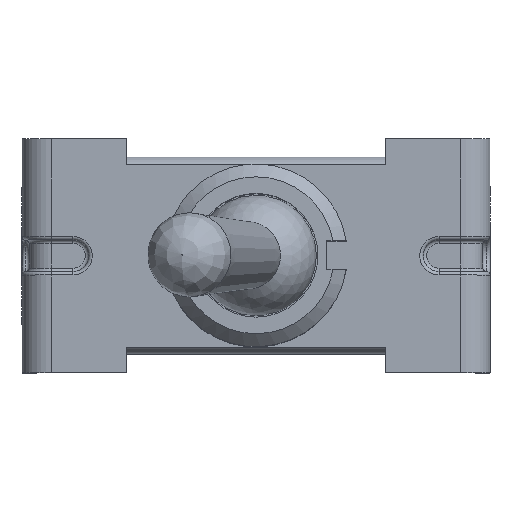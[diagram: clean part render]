
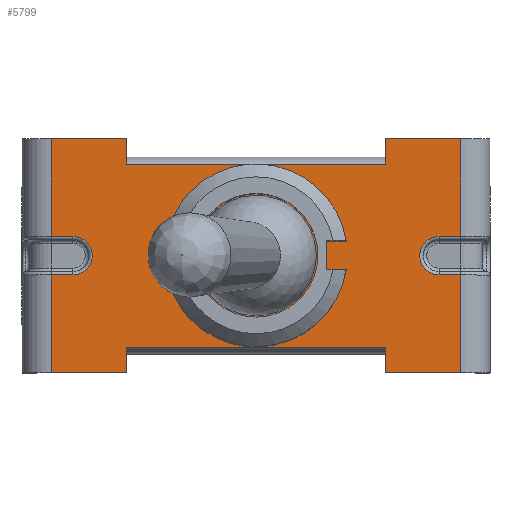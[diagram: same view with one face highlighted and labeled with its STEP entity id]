
A CAD part, top view. The second image highlights one B-rep face of the part: STEP entity #5799.
In plain terms, the highlighted planar face has unit normal (0, 0, 1).
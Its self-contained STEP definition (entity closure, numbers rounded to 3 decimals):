
#330=PLANE('',#6413);
#581=FACE_OUTER_BOUND('',#928,.T.);
#928=EDGE_LOOP('',(#4884,#4885,#4886,#4887,#4888,#4889,#4890,#4891,#4892,
#4893,#4894,#4895,#4896,#4897,#4898,#4899,#4900,#4901,#4902,#4903));
#1448=LINE('',#9561,#2030);
#1451=LINE('',#9567,#2033);
#1455=LINE('',#9574,#2037);
#1458=LINE('',#9582,#2040);
#1462=LINE('',#9591,#2044);
#1465=LINE('',#9595,#2047);
#1466=LINE('',#9598,#2048);
#1485=LINE('',#9646,#2067);
#1486=LINE('',#9649,#2068);
#1490=LINE('',#9661,#2072);
#1491=LINE('',#9663,#2073);
#1492=LINE('',#9665,#2074);
#1493=LINE('',#9669,#2075);
#1494=LINE('',#9670,#2076);
#1495=LINE('',#9672,#2077);
#1496=LINE('',#9674,#2078);
#1497=LINE('',#9678,#2079);
#1498=LINE('',#9679,#2080);
#2030=VECTOR('',#7717,10.);
#2033=VECTOR('',#7722,10.);
#2037=VECTOR('',#7728,10.);
#2040=VECTOR('',#7733,10.);
#2044=VECTOR('',#7739,10.);
#2047=VECTOR('',#7744,10.);
#2048=VECTOR('',#7747,10.);
#2067=VECTOR('',#7782,10.);
#2068=VECTOR('',#7785,10.);
#2072=VECTOR('',#7795,10.);
#2073=VECTOR('',#7796,10.);
#2074=VECTOR('',#7797,10.);
#2075=VECTOR('',#7800,10.);
#2076=VECTOR('',#7801,10.);
#2077=VECTOR('',#7802,10.);
#2078=VECTOR('',#7803,10.);
#2079=VECTOR('',#7806,10.);
#2080=VECTOR('',#7807,10.);
#2313=CIRCLE('',#6414,0.67);
#2314=CIRCLE('',#6415,0.67);
#2771=VERTEX_POINT('',#9558);
#2772=VERTEX_POINT('',#9560);
#2774=VERTEX_POINT('',#9566);
#2776=VERTEX_POINT('',#9572);
#2779=VERTEX_POINT('',#9579);
#2780=VERTEX_POINT('',#9581);
#2783=VERTEX_POINT('',#9588);
#2784=VERTEX_POINT('',#9590);
#2785=VERTEX_POINT('',#9597);
#2806=VERTEX_POINT('',#9644);
#2807=VERTEX_POINT('',#9648);
#2812=VERTEX_POINT('',#9660);
#2813=VERTEX_POINT('',#9662);
#2814=VERTEX_POINT('',#9664);
#2815=VERTEX_POINT('',#9666);
#2816=VERTEX_POINT('',#9668);
#2817=VERTEX_POINT('',#9671);
#2818=VERTEX_POINT('',#9673);
#2819=VERTEX_POINT('',#9675);
#2820=VERTEX_POINT('',#9677);
#3476=EDGE_CURVE('',#2772,#2771,#1448,.T.);
#3479=EDGE_CURVE('',#2774,#2772,#1451,.T.);
#3483=EDGE_CURVE('',#2771,#2776,#1455,.T.);
#3486=EDGE_CURVE('',#2780,#2779,#1458,.T.);
#3490=EDGE_CURVE('',#2784,#2783,#1462,.T.);
#3493=EDGE_CURVE('',#2779,#2784,#1465,.T.);
#3494=EDGE_CURVE('',#2774,#2785,#1466,.T.);
#3519=EDGE_CURVE('',#2806,#2783,#1485,.T.);
#3520=EDGE_CURVE('',#2780,#2807,#1486,.T.);
#3526=EDGE_CURVE('',#2812,#2776,#1490,.T.);
#3527=EDGE_CURVE('',#2812,#2813,#1491,.T.);
#3528=EDGE_CURVE('',#2814,#2813,#1492,.T.);
#3529=EDGE_CURVE('',#2815,#2814,#2313,.T.);
#3530=EDGE_CURVE('',#2816,#2815,#1493,.T.);
#3531=EDGE_CURVE('',#2816,#2807,#1494,.T.);
#3532=EDGE_CURVE('',#2806,#2817,#1495,.T.);
#3533=EDGE_CURVE('',#2818,#2817,#1496,.T.);
#3534=EDGE_CURVE('',#2819,#2818,#2314,.T.);
#3535=EDGE_CURVE('',#2820,#2819,#1497,.T.);
#3536=EDGE_CURVE('',#2820,#2785,#1498,.T.);
#4884=ORIENTED_EDGE('',*,*,#3479,.T.);
#4885=ORIENTED_EDGE('',*,*,#3476,.T.);
#4886=ORIENTED_EDGE('',*,*,#3483,.T.);
#4887=ORIENTED_EDGE('',*,*,#3526,.F.);
#4888=ORIENTED_EDGE('',*,*,#3527,.T.);
#4889=ORIENTED_EDGE('',*,*,#3528,.F.);
#4890=ORIENTED_EDGE('',*,*,#3529,.F.);
#4891=ORIENTED_EDGE('',*,*,#3530,.F.);
#4892=ORIENTED_EDGE('',*,*,#3531,.T.);
#4893=ORIENTED_EDGE('',*,*,#3520,.F.);
#4894=ORIENTED_EDGE('',*,*,#3486,.T.);
#4895=ORIENTED_EDGE('',*,*,#3493,.T.);
#4896=ORIENTED_EDGE('',*,*,#3490,.T.);
#4897=ORIENTED_EDGE('',*,*,#3519,.F.);
#4898=ORIENTED_EDGE('',*,*,#3532,.T.);
#4899=ORIENTED_EDGE('',*,*,#3533,.F.);
#4900=ORIENTED_EDGE('',*,*,#3534,.F.);
#4901=ORIENTED_EDGE('',*,*,#3535,.F.);
#4902=ORIENTED_EDGE('',*,*,#3536,.T.);
#4903=ORIENTED_EDGE('',*,*,#3494,.F.);
#5799=ADVANCED_FACE('',(#581),#330,.T.);
#6413=AXIS2_PLACEMENT_3D('',#9659,#7793,#7794);
#6414=AXIS2_PLACEMENT_3D('',#9667,#7798,#7799);
#6415=AXIS2_PLACEMENT_3D('',#9676,#7804,#7805);
#7717=DIRECTION('',(-1.,0.,0.));
#7722=DIRECTION('',(0.,-1.,0.));
#7728=DIRECTION('',(0.,1.,0.));
#7733=DIRECTION('',(0.,1.,0.));
#7739=DIRECTION('',(0.,-1.,0.));
#7744=DIRECTION('',(1.,0.,0.));
#7747=DIRECTION('',(1.,0.,0.));
#7782=DIRECTION('',(-1.,0.,0.));
#7785=DIRECTION('',(-1.,0.,0.));
#7793=DIRECTION('center_axis',(0.,0.,1.));
#7794=DIRECTION('ref_axis',(1.,0.,0.));
#7795=DIRECTION('',(1.,0.,0.));
#7796=DIRECTION('',(0.,-1.,0.));
#7797=DIRECTION('',(-1.,0.,0.));
#7798=DIRECTION('center_axis',(0.,0.,1.));
#7799=DIRECTION('ref_axis',(1.,0.,0.));
#7800=DIRECTION('',(1.,0.,0.));
#7801=DIRECTION('',(0.,-1.,0.));
#7802=DIRECTION('',(0.,1.,0.));
#7803=DIRECTION('',(1.,0.,0.));
#7804=DIRECTION('center_axis',(0.,0.,1.));
#7805=DIRECTION('ref_axis',(-1.,0.,0.));
#7806=DIRECTION('',(-1.,0.,0.));
#7807=DIRECTION('',(0.,1.,0.));
#9558=CARTESIAN_POINT('',(-4.5,3.185,0.51));
#9560=CARTESIAN_POINT('',(4.5,3.185,0.51));
#9561=CARTESIAN_POINT('',(-2.25,3.185,0.51));
#9566=CARTESIAN_POINT('',(4.5,4.065,0.51));
#9567=CARTESIAN_POINT('',(4.5,1.593,0.51));
#9572=CARTESIAN_POINT('',(-4.5,4.065,0.51));
#9574=CARTESIAN_POINT('',(-4.5,2.033,0.51));
#9579=CARTESIAN_POINT('',(-4.5,-3.185,0.51));
#9581=CARTESIAN_POINT('',(-4.5,-4.065,0.51));
#9582=CARTESIAN_POINT('',(-4.5,-1.593,0.51));
#9588=CARTESIAN_POINT('',(4.5,-4.065,0.51));
#9590=CARTESIAN_POINT('',(4.5,-3.185,0.51));
#9591=CARTESIAN_POINT('',(4.5,-2.033,0.51));
#9595=CARTESIAN_POINT('',(2.25,-3.185,0.51));
#9597=CARTESIAN_POINT('',(7.11,4.065,0.51));
#9598=CARTESIAN_POINT('',(-8.13,4.065,0.51));
#9644=CARTESIAN_POINT('',(7.11,-4.065,0.51));
#9646=CARTESIAN_POINT('',(8.13,-4.065,0.51));
#9648=CARTESIAN_POINT('',(-7.11,-4.065,0.51));
#9649=CARTESIAN_POINT('',(8.13,-4.065,0.51));
#9659=CARTESIAN_POINT('Origin',(0.,0.,
0.51));
#9660=CARTESIAN_POINT('',(-7.11,4.065,0.51));
#9661=CARTESIAN_POINT('',(-8.13,4.065,0.51));
#9662=CARTESIAN_POINT('',(-7.11,0.67,0.51));
#9663=CARTESIAN_POINT('',(-7.11,2.033,0.51));
#9664=CARTESIAN_POINT('',(-6.36,0.67,0.51));
#9665=CARTESIAN_POINT('',(-4.065,0.67,0.51));
#9666=CARTESIAN_POINT('',(-6.36,-0.67,0.51));
#9667=CARTESIAN_POINT('Origin',(-6.36,0.,
0.51));
#9668=CARTESIAN_POINT('',(-7.11,-0.67,0.51));
#9669=CARTESIAN_POINT('',(-4.065,-0.67,0.51));
#9670=CARTESIAN_POINT('',(-7.11,2.033,0.51));
#9671=CARTESIAN_POINT('',(7.11,-0.67,0.51));
#9672=CARTESIAN_POINT('',(7.11,-2.033,0.51));
#9673=CARTESIAN_POINT('',(6.36,-0.67,0.51));
#9674=CARTESIAN_POINT('',(4.065,-0.67,0.51));
#9675=CARTESIAN_POINT('',(6.36,0.67,0.51));
#9676=CARTESIAN_POINT('Origin',(6.36,0.,
0.51));
#9677=CARTESIAN_POINT('',(7.11,0.67,0.51));
#9678=CARTESIAN_POINT('',(4.065,0.67,0.51));
#9679=CARTESIAN_POINT('',(7.11,-2.033,0.51));
